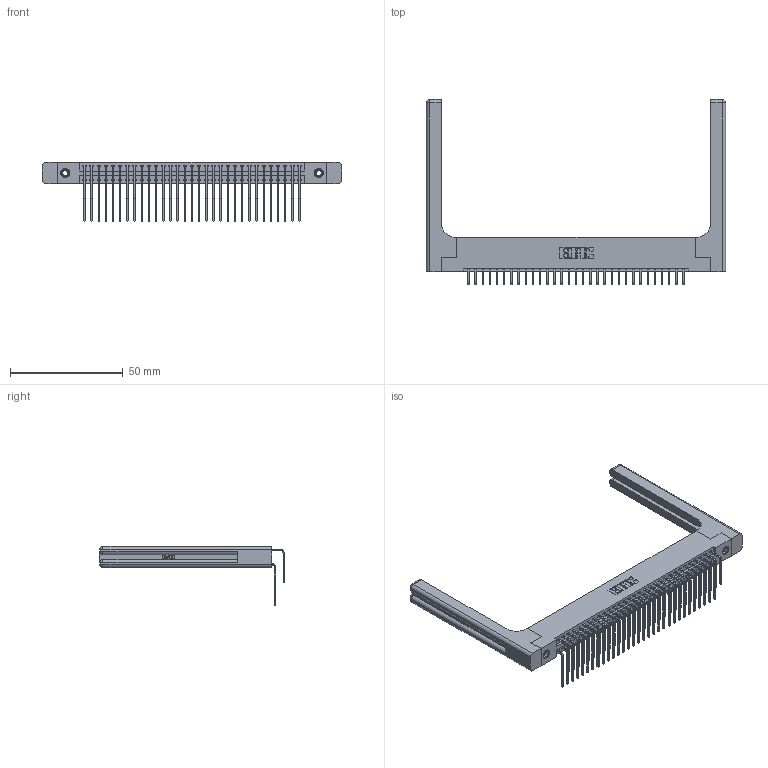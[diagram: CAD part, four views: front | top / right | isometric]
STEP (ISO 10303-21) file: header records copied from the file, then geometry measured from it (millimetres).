
FILE_DESCRIPTION (( 'STEP AP203' ), '1' );
FILE_NAME ('396-062-559-258.STEP', '2019-11-03T10:08:55', ( '' ), ( '' ), 'SwSTEP 2.0', 'SolidWorks 2016', '' );
FILE_SCHEMA (( 'CONFIG_CONTROL_DESIGN' ));
Length unit declared in the file: inch
Products named in the file (6): 346 Part_Flush Mounting Lugs - 0.156 Dia-TH; 345-250-001_345-250-001-102; 396-062-559-258; 345-292-001_559 Tail - 2; 345-292-001_558 559 Tail - 1; 346-220-058_345-220-058
Assembly tree (67 placements, depth 2):
  396-062-559-258
    346 Part_Flush Mounting Lugs - 0.156 Dia-TH
    345-292-001_558 559 Tail - 1  x31
    345-292-001_559 Tail - 2  x31
    345-250-001_345-250-001-102  x2
    346-220-058_345-220-058  x2
Bounding box: 132.49 x 81.85 x 26.16 mm (x, y, z)
Volume: 20685.5 mm3; surface area: 24648 mm2
Topology: 67 solids, 67 shells, 3726 faces, 10977 edges, 7214 vertices
Faces by surface type: plane 2518, cylinder 1148, bspline 36, cone 12, sphere 8, torus 4
Entity records: 28678 total; most frequent: CARTESIAN_POINT 5800, ORIENTED_EDGE 4480, DIRECTION 4068, EDGE_CURVE 2240, LINE 1852, VECTOR 1852, VERTEX_POINT 1482, AXIS2_PLACEMENT_3D 1108
